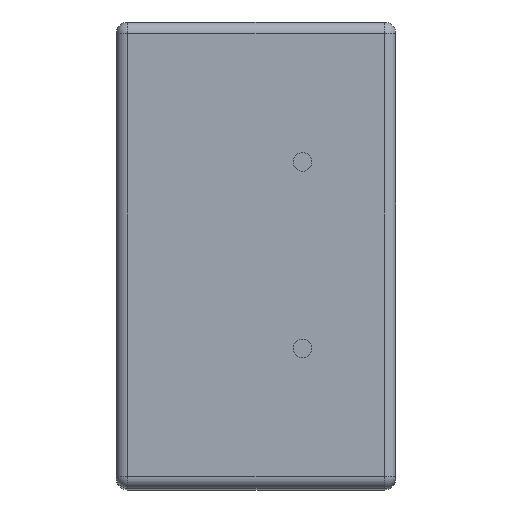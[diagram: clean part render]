
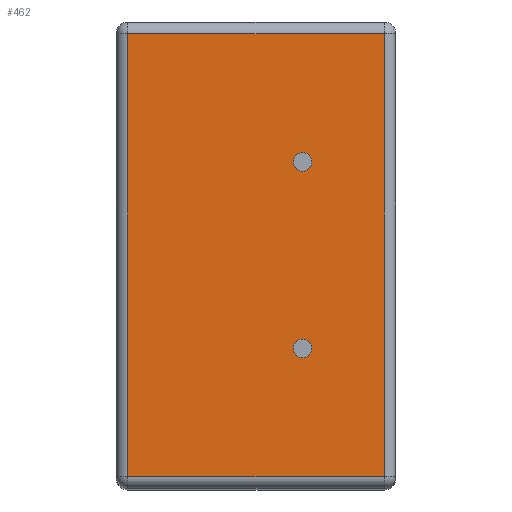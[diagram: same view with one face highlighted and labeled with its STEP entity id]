
A CAD part, top view. The second image highlights one B-rep face of the part: STEP entity #462.
In plain terms, the highlighted planar face has unit normal (0, 0, 1).
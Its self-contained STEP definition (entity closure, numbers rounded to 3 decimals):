
#15=FACE_BOUND('',#173,.T.);
#16=FACE_BOUND('',#174,.T.);
#40=LINE('',#806,#68);
#42=LINE('',#809,#70);
#50=LINE('',#821,#78);
#52=LINE('',#824,#80);
#68=VECTOR('',#666,10.);
#70=VECTOR('',#670,10.);
#78=VECTOR('',#686,10.);
#80=VECTOR('',#690,10.);
#136=FACE_OUTER_BOUND('',#172,.T.);
#172=EDGE_LOOP('',(#410,#411,#412,#413));
#173=EDGE_LOOP('',(#414));
#174=EDGE_LOOP('',(#415));
#180=CIRCLE('',#491,0.4);
#182=CIRCLE('',#494,0.4);
#212=VERTEX_POINT('',#726);
#214=VERTEX_POINT('',#732);
#217=VERTEX_POINT('',#739);
#223=VERTEX_POINT('',#753);
#226=VERTEX_POINT('',#760);
#235=VERTEX_POINT('',#784);
#246=EDGE_CURVE('',#212,#212,#180,.T.);
#249=EDGE_CURVE('',#214,#214,#182,.T.);
#284=EDGE_CURVE('',#226,#235,#40,.T.);
#286=EDGE_CURVE('',#235,#223,#42,.T.);
#294=EDGE_CURVE('',#217,#226,#50,.T.);
#296=EDGE_CURVE('',#223,#217,#52,.T.);
#410=ORIENTED_EDGE('',*,*,#284,.F.);
#411=ORIENTED_EDGE('',*,*,#294,.F.);
#412=ORIENTED_EDGE('',*,*,#296,.F.);
#413=ORIENTED_EDGE('',*,*,#286,.F.);
#414=ORIENTED_EDGE('',*,*,#246,.T.);
#415=ORIENTED_EDGE('',*,*,#249,.T.);
#428=PLANE('',#544);
#462=ADVANCED_FACE('',(#136,#15,#16),#428,.T.);
#491=AXIS2_PLACEMENT_3D('',#727,#572,#573);
#494=AXIS2_PLACEMENT_3D('',#733,#579,#580);
#544=AXIS2_PLACEMENT_3D('',#833,#704,#705);
#572=DIRECTION('center_axis',(0.,0.,-1.));
#573=DIRECTION('ref_axis',(1.,0.,0.));
#579=DIRECTION('center_axis',(0.,0.,-1.));
#580=DIRECTION('ref_axis',(1.,0.,0.));
#666=DIRECTION('',(-1.,0.,0.));
#670=DIRECTION('',(0.,1.,0.));
#686=DIRECTION('',(0.,-1.,0.));
#690=DIRECTION('',(1.,0.,0.));
#704=DIRECTION('center_axis',(0.,0.,1.));
#705=DIRECTION('ref_axis',(1.,0.,0.));
#726=CARTESIAN_POINT('',(-4.4,6.,45.));
#727=CARTESIAN_POINT('Origin',(-4.,6.,45.));
#732=CARTESIAN_POINT('',(-4.4,14.,45.));
#733=CARTESIAN_POINT('Origin',(-4.,14.,45.));
#739=CARTESIAN_POINT('',(-0.5,19.5,45.));
#753=CARTESIAN_POINT('',(-11.5,19.5,45.));
#760=CARTESIAN_POINT('',(-0.5,0.5,45.));
#784=CARTESIAN_POINT('',(-11.5,0.5,45.));
#806=CARTESIAN_POINT('',(-9.,0.5,45.));
#809=CARTESIAN_POINT('',(-11.5,15.,45.));
#821=CARTESIAN_POINT('',(-0.5,5.,45.));
#824=CARTESIAN_POINT('',(-3.,19.5,45.));
#833=CARTESIAN_POINT('Origin',(-6.,10.,45.));
